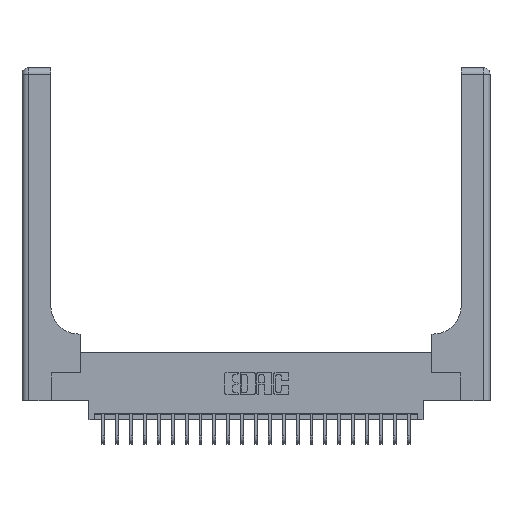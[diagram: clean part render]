
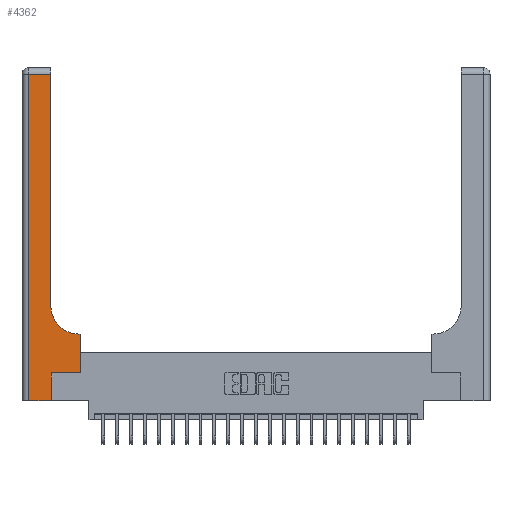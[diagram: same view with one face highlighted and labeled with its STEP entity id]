
A CAD part, top view. The second image highlights one B-rep face of the part: STEP entity #4362.
In plain terms, the highlighted planar face has unit normal (0, 0, 1).
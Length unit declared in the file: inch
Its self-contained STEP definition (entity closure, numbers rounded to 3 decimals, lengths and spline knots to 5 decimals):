
#428 = DIRECTION ( 'NONE',  ( 0., 1., 0. ) ) ;
#589 = CARTESIAN_POINT ( 'NONE',  ( 0.528, 0.6, 0.37 ) ) ;
#836 = EDGE_LOOP ( 'NONE', ( #5588, #14420, #12568, #8693, #12686, #1120, #20828, #15479, #21483 ) ) ;
#1003 = DIRECTION ( 'NONE',  ( -1., 0., 0. ) ) ;
#1120 = ORIENTED_EDGE ( 'NONE', *, *, #2585, .T. ) ;
#1221 = VERTEX_POINT ( 'NONE', #21517 ) ;
#1813 = DIRECTION ( 'NONE',  ( 0., -1., 0. ) ) ;
#2585 = EDGE_CURVE ( 'NONE', #18675, #23277, #20361, .T. ) ;
#2692 = DIRECTION ( 'NONE',  ( 1., 0., 0. ) ) ;
#2896 = DIRECTION ( 'NONE',  ( 1., 0., 0. ) ) ;
#2917 = CARTESIAN_POINT ( 'NONE',  ( 0.26, 0.85, 0.37 ) ) ;
#3461 = EDGE_CURVE ( 'NONE', #10467, #20043, #22054, .T. ) ;
#3494 = CARTESIAN_POINT ( 'NONE',  ( 0.06, 0., 0.37 ) ) ;
#3727 = CARTESIAN_POINT ( 'NONE',  ( 0.06, 3., 0.37 ) ) ;
#4362 = ADVANCED_FACE ( 'NONE', ( #8895 ), #16138, .F. ) ;
#4533 = EDGE_CURVE ( 'NONE', #20269, #11572, #11415, .T. ) ;
#5329 = DIRECTION ( 'NONE',  ( -1., 0., 0. ) ) ;
#5535 = VECTOR ( 'NONE', #20518, 39.37008 ) ;
#5588 = ORIENTED_EDGE ( 'NONE', *, *, #7883, .T. ) ;
#5848 = CARTESIAN_POINT ( 'NONE',  ( 0.528, 0.25, 0.37 ) ) ;
#6684 = LINE ( 'NONE', #20395, #8023 ) ;
#6994 = CARTESIAN_POINT ( 'NONE',  ( 0., 2.94, 0.37 ) ) ;
#7300 = EDGE_CURVE ( 'NONE', #20043, #18675, #19179, .T. ) ;
#7421 = LINE ( 'NONE', #13504, #20173 ) ;
#7881 = VECTOR ( 'NONE', #15372, 39.37008 ) ;
#7883 = EDGE_CURVE ( 'NONE', #18925, #20269, #21791, .T. ) ;
#8023 = VECTOR ( 'NONE', #12898, 39.37008 ) ;
#8498 = DIRECTION ( 'NONE',  ( 0., 0., -1. ) ) ;
#8640 = CARTESIAN_POINT ( 'NONE',  ( 0.265, 0., 0.37 ) ) ;
#8668 = CIRCLE ( 'NONE', #17987, 0.25 ) ;
#8693 = ORIENTED_EDGE ( 'NONE', *, *, #3461, .T. ) ;
#8698 = CARTESIAN_POINT ( 'NONE',  ( 0., 0., 0.37 ) ) ;
#8895 = FACE_OUTER_BOUND ( 'NONE', #836, .T. ) ;
#9369 = VECTOR ( 'NONE', #2692, 39.37008 ) ;
#10467 = VERTEX_POINT ( 'NONE', #3494 ) ;
#10693 = CARTESIAN_POINT ( 'NONE',  ( 0.265, 0.25, 0.37 ) ) ;
#11415 = LINE ( 'NONE', #6994, #16965 ) ;
#11572 = VERTEX_POINT ( 'NONE', #22947 ) ;
#12213 = DIRECTION ( 'NONE',  ( 0., 0., -1. ) ) ;
#12568 = ORIENTED_EDGE ( 'NONE', *, *, #20971, .T. ) ;
#12686 = ORIENTED_EDGE ( 'NONE', *, *, #7300, .T. ) ;
#12898 = DIRECTION ( 'NONE',  ( 0., 1., 0. ) ) ;
#13176 = VECTOR ( 'NONE', #428, 39.37008 ) ;
#13504 = CARTESIAN_POINT ( 'NONE',  ( 0.26, 0.6, 0.37 ) ) ;
#13624 = EDGE_CURVE ( 'NONE', #1221, #18925, #8668, .T. ) ;
#14420 = ORIENTED_EDGE ( 'NONE', *, *, #4533, .T. ) ;
#15114 = CARTESIAN_POINT ( 'NONE',  ( 0.265, 0., 0.37 ) ) ;
#15372 = DIRECTION ( 'NONE',  ( 0., 1., 0. ) ) ;
#15416 = LINE ( 'NONE', #3727, #23468 ) ;
#15479 = ORIENTED_EDGE ( 'NONE', *, *, #18108, .T. ) ;
#16138 = PLANE ( 'NONE',  #20639 ) ;
#16965 = VECTOR ( 'NONE', #5329, 39.37008 ) ;
#17713 = CARTESIAN_POINT ( 'NONE',  ( 0.26, 3., 0.37 ) ) ;
#17987 = AXIS2_PLACEMENT_3D ( 'NONE', #18146, #8498, #2896 ) ;
#18108 = EDGE_CURVE ( 'NONE', #19132, #1221, #7421, .T. ) ;
#18146 = CARTESIAN_POINT ( 'NONE',  ( 0.51, 0.85, 0.37 ) ) ;
#18675 = VERTEX_POINT ( 'NONE', #23263 ) ;
#18925 = VERTEX_POINT ( 'NONE', #2917 ) ;
#19132 = VERTEX_POINT ( 'NONE', #589 ) ;
#19179 = LINE ( 'NONE', #15114, #7881 ) ;
#19809 = CARTESIAN_POINT ( 'NONE',  ( 0.26, 2.94, 0.37 ) ) ;
#20043 = VERTEX_POINT ( 'NONE', #8640 ) ;
#20173 = VECTOR ( 'NONE', #22917, 39.37008 ) ;
#20269 = VERTEX_POINT ( 'NONE', #19809 ) ;
#20361 = LINE ( 'NONE', #10693, #9369 ) ;
#20395 = CARTESIAN_POINT ( 'NONE',  ( 0.528, 0.25, 0.37 ) ) ;
#20518 = DIRECTION ( 'NONE',  ( 1., 0., 0. ) ) ;
#20639 = AXIS2_PLACEMENT_3D ( 'NONE', #23911, #12213, #1003 ) ;
#20828 = ORIENTED_EDGE ( 'NONE', *, *, #20894, .T. ) ;
#20894 = EDGE_CURVE ( 'NONE', #23277, #19132, #6684, .T. ) ;
#20971 = EDGE_CURVE ( 'NONE', #11572, #10467, #15416, .T. ) ;
#21483 = ORIENTED_EDGE ( 'NONE', *, *, #13624, .T. ) ;
#21517 = CARTESIAN_POINT ( 'NONE',  ( 0.51, 0.6, 0.37 ) ) ;
#21791 = LINE ( 'NONE', #17713, #13176 ) ;
#22054 = LINE ( 'NONE', #8698, #5535 ) ;
#22917 = DIRECTION ( 'NONE',  ( -1., 0., 0. ) ) ;
#22947 = CARTESIAN_POINT ( 'NONE',  ( 0.06, 2.94, 0.37 ) ) ;
#23263 = CARTESIAN_POINT ( 'NONE',  ( 0.265, 0.25, 0.37 ) ) ;
#23277 = VERTEX_POINT ( 'NONE', #5848 ) ;
#23468 = VECTOR ( 'NONE', #1813, 39.37008 ) ;
#23911 = CARTESIAN_POINT ( 'NONE',  ( 0., 3., 0.37 ) ) ;
